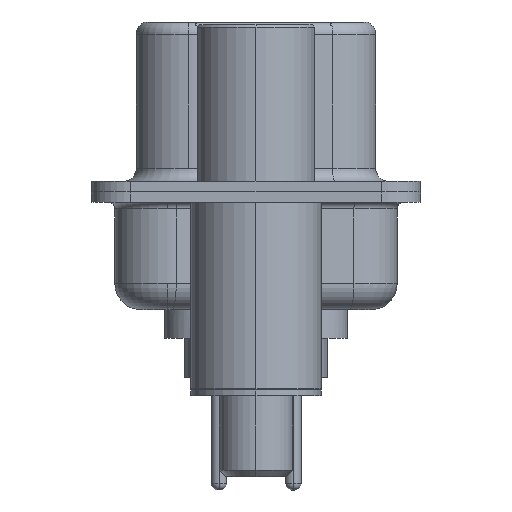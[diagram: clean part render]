
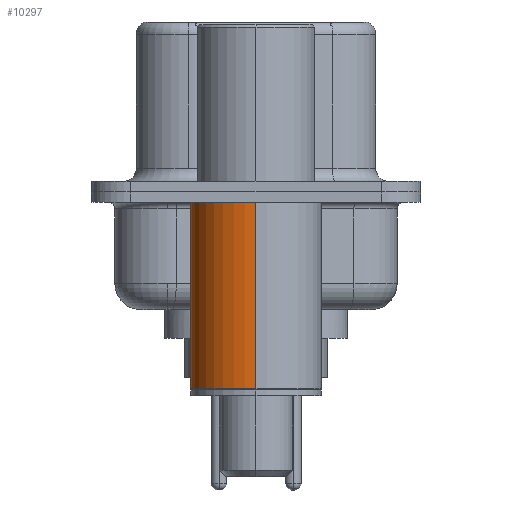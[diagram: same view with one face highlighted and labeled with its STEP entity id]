
A CAD part, left-side view. The second image highlights one B-rep face of the part: STEP entity #10297.
In plain terms, the highlighted cylindrical face has radius 2.5 mm (diameter 5 mm), a partial arc.
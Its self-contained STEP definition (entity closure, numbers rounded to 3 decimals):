
#37 = CARTESIAN_POINT ( 'NONE',  ( -2.5, 0., -7.525 ) ) ;
#1574 = CARTESIAN_POINT ( 'NONE',  ( 0., 0., 0.581 ) ) ;
#1703 = DIRECTION ( 'NONE',  ( 1., 0., 0. ) ) ;
#2042 = DIRECTION ( 'NONE',  ( 0., 0., 1. ) ) ;
#2239 = DIRECTION ( 'NONE',  ( 0., 0., 1. ) ) ;
#2445 = EDGE_CURVE ( 'NONE', #4435, #17231, #8641, .T. ) ;
#2680 = AXIS2_PLACEMENT_3D ( 'NONE', #1574, #24238, #22327 ) ;
#3119 = EDGE_LOOP ( 'NONE', ( #6936, #12186, #9273, #3152 ) ) ;
#3152 = ORIENTED_EDGE ( 'NONE', *, *, #17204, .F. ) ;
#4435 = VERTEX_POINT ( 'NONE', #6970 ) ;
#6614 = VERTEX_POINT ( 'NONE', #23644 ) ;
#6936 = ORIENTED_EDGE ( 'NONE', *, *, #2445, .T. ) ;
#6970 = CARTESIAN_POINT ( 'NONE',  ( 2.5, 0., -7.525 ) ) ;
#8431 = AXIS2_PLACEMENT_3D ( 'NONE', #10090, #19920, #20810 ) ;
#8641 = CIRCLE ( 'NONE', #8431, 2.5 ) ;
#8798 = VECTOR ( 'NONE', #2239, 1000. ) ;
#9273 = ORIENTED_EDGE ( 'NONE', *, *, #22863, .F. ) ;
#9503 = LINE ( 'NONE', #13394, #18896 ) ;
#10090 = CARTESIAN_POINT ( 'NONE',  ( 0., 0., -7.525 ) ) ;
#10297 = ADVANCED_FACE ( 'NONE', ( #16375 ), #10799, .T. ) ;
#10722 = VERTEX_POINT ( 'NONE', #21737 ) ;
#10799 = CYLINDRICAL_SURFACE ( 'NONE', #2680, 2.5 ) ;
#11850 = EDGE_CURVE ( 'NONE', #17231, #10722, #23262, .T. ) ;
#12186 = ORIENTED_EDGE ( 'NONE', *, *, #11850, .T. ) ;
#13047 = DIRECTION ( 'NONE',  ( 0., 0., 1. ) ) ;
#13394 = CARTESIAN_POINT ( 'NONE',  ( 2.5, 0., 0.581 ) ) ;
#16375 = FACE_OUTER_BOUND ( 'NONE', #3119, .T. ) ;
#17204 = EDGE_CURVE ( 'NONE', #4435, #6614, #9503, .T. ) ;
#17231 = VERTEX_POINT ( 'NONE', #37 ) ;
#17383 = CARTESIAN_POINT ( 'NONE',  ( -2.5, 0., 0.581 ) ) ;
#18896 = VECTOR ( 'NONE', #2042, 1000. ) ;
#19920 = DIRECTION ( 'NONE',  ( 0., 0., 1. ) ) ;
#20810 = DIRECTION ( 'NONE',  ( 1., 0., 0. ) ) ;
#20883 = AXIS2_PLACEMENT_3D ( 'NONE', #24359, #13047, #1703 ) ;
#21737 = CARTESIAN_POINT ( 'NONE',  ( -2.5, 0., -0.4 ) ) ;
#22327 = DIRECTION ( 'NONE',  ( 1., 0., 0. ) ) ;
#22863 = EDGE_CURVE ( 'NONE', #6614, #10722, #23509, .T. ) ;
#23262 = LINE ( 'NONE', #17383, #8798 ) ;
#23509 = CIRCLE ( 'NONE', #20883, 2.5 ) ;
#23644 = CARTESIAN_POINT ( 'NONE',  ( 2.5, 0., -0.4 ) ) ;
#24238 = DIRECTION ( 'NONE',  ( 0., 0., 1. ) ) ;
#24359 = CARTESIAN_POINT ( 'NONE',  ( 0., 0., -0.4 ) ) ;
